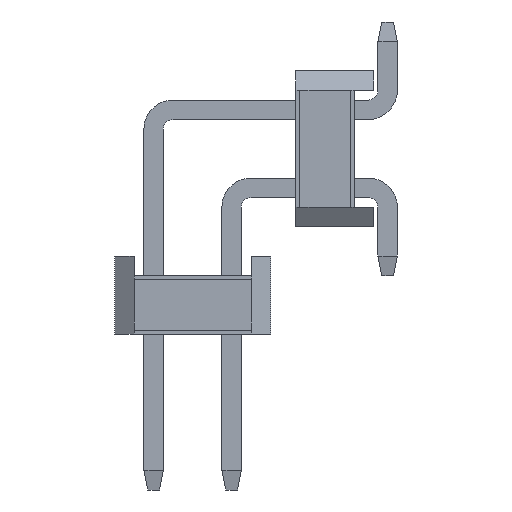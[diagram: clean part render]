
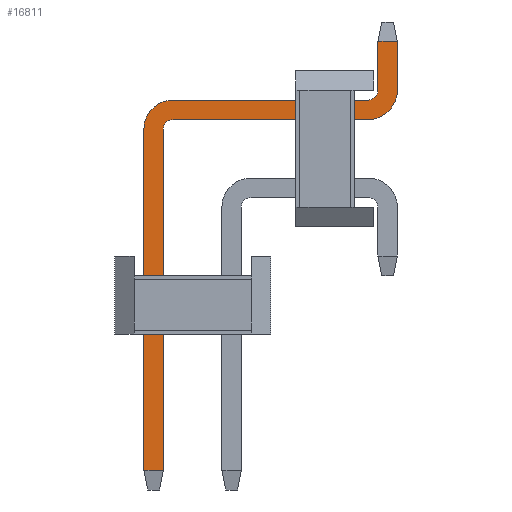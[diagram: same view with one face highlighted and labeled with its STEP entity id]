
A CAD part, left-side view. The second image highlights one B-rep face of the part: STEP entity #16811.
In plain terms, the highlighted planar face has unit normal (-1, 0, 0).
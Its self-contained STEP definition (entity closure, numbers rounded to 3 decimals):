
#16497=CARTESIAN_POINT('',(19.75,5.4,-8.25));
#16498=VERTEX_POINT('',#16497);
#16521=CARTESIAN_POINT('',(19.75,5.9,-8.25));
#16522=VERTEX_POINT('',#16521);
#16523=CARTESIAN_POINT('',(19.75,5.4,-8.25));
#16524=DIRECTION('',(0.,1.,0.));
#16525=VECTOR('',#16524,0.5);
#16526=LINE('',#16523,#16525);
#16527=EDGE_CURVE('',#16498,#16522,#16526,.T.);
#16568=CARTESIAN_POINT('',(19.75,5.9,0.5));
#16569=VERTEX_POINT('',#16568);
#16570=CARTESIAN_POINT('',(19.75,5.9,-8.25));
#16571=DIRECTION('',(0.,0.,1.));
#16572=VECTOR('',#16571,8.75);
#16573=LINE('',#16570,#16572);
#16574=EDGE_CURVE('',#16522,#16569,#16573,.T.);
#16709=CARTESIAN_POINT('',(19.75,5.4,0.5));
#16710=VERTEX_POINT('',#16709);
#16717=CARTESIAN_POINT('',(19.75,5.4,0.5));
#16718=DIRECTION('',(0.,0.,-1.));
#16719=VECTOR('',#16718,8.75);
#16720=LINE('',#16717,#16719);
#16721=EDGE_CURVE('',#16710,#16498,#16720,.T.);
#16727=CARTESIAN_POINT('',(19.75,5.9,-8.75));
#16728=DIRECTION('',(0.,-1.,0.));
#16729=DIRECTION('',(-1.,0.,0.));
#16730=AXIS2_PLACEMENT_3D('',#16727,#16729,#16728);
#16731=PLANE('',#16730);
#16732=ORIENTED_EDGE('',*,*,#16721,.F.);
#16733=CARTESIAN_POINT('',(19.75,5.15,0.75));
#16734=VERTEX_POINT('',#16733);
#16735=CARTESIAN_POINT('',(19.75,5.15,0.5));
#16736=DIRECTION('',(0.,1.,0.));
#16737=DIRECTION('',(1.,0.,0.));
#16738=AXIS2_PLACEMENT_3D('',#16735,#16737,#16736);
#16739=CIRCLE('',#16738,0.25);
#16740=EDGE_CURVE('',#16710,#16734,#16739,.T.);
#16741=ORIENTED_EDGE('',*,*,#16740,.T.);
#16742=CARTESIAN_POINT('',(19.75,0.15,0.75));
#16743=VERTEX_POINT('',#16742);
#16744=CARTESIAN_POINT('',(19.75,5.15,0.75));
#16745=DIRECTION('',(0.,-1.,0.));
#16746=VECTOR('',#16745,5.);
#16747=LINE('',#16744,#16746);
#16748=EDGE_CURVE('',#16734,#16743,#16747,.T.);
#16749=ORIENTED_EDGE('',*,*,#16748,.T.);
#16750=CARTESIAN_POINT('',(19.75,-0.6,1.5));
#16751=VERTEX_POINT('',#16750);
#16752=CARTESIAN_POINT('',(19.75,0.15,1.5));
#16753=DIRECTION('',(0.,0.,-1.));
#16754=DIRECTION('',(-1.,0.,0.));
#16755=AXIS2_PLACEMENT_3D('',#16752,#16754,#16753);
#16756=CIRCLE('',#16755,0.75);
#16757=EDGE_CURVE('',#16743,#16751,#16756,.T.);
#16758=ORIENTED_EDGE('',*,*,#16757,.T.);
#16759=CARTESIAN_POINT('',(19.75,-0.6,2.75));
#16760=VERTEX_POINT('',#16759);
#16761=CARTESIAN_POINT('',(19.75,-0.6,1.5));
#16762=DIRECTION('',(0.,0.,1.));
#16763=VECTOR('',#16762,1.25);
#16764=LINE('',#16761,#16763);
#16765=EDGE_CURVE('',#16751,#16760,#16764,.T.);
#16766=ORIENTED_EDGE('',*,*,#16765,.T.);
#16767=CARTESIAN_POINT('',(19.75,-0.1,2.75));
#16768=VERTEX_POINT('',#16767);
#16769=CARTESIAN_POINT('',(19.75,-0.6,2.75));
#16770=DIRECTION('',(0.,1.,0.));
#16771=VECTOR('',#16770,0.5);
#16772=LINE('',#16769,#16771);
#16773=EDGE_CURVE('',#16760,#16768,#16772,.T.);
#16774=ORIENTED_EDGE('',*,*,#16773,.T.);
#16775=CARTESIAN_POINT('',(19.75,-0.1,1.5));
#16776=VERTEX_POINT('',#16775);
#16777=CARTESIAN_POINT('',(19.75,-0.1,2.75));
#16778=DIRECTION('',(0.,0.,-1.));
#16779=VECTOR('',#16778,1.25);
#16780=LINE('',#16777,#16779);
#16781=EDGE_CURVE('',#16768,#16776,#16780,.T.);
#16782=ORIENTED_EDGE('',*,*,#16781,.T.);
#16783=CARTESIAN_POINT('',(19.75,0.15,1.25));
#16784=VERTEX_POINT('',#16783);
#16785=CARTESIAN_POINT('',(19.75,0.15,1.5));
#16786=DIRECTION('',(0.,-1.,0.));
#16787=DIRECTION('',(1.,-0.,0.));
#16788=AXIS2_PLACEMENT_3D('',#16785,#16787,#16786);
#16789=CIRCLE('',#16788,0.25);
#16790=EDGE_CURVE('',#16776,#16784,#16789,.T.);
#16791=ORIENTED_EDGE('',*,*,#16790,.T.);
#16792=CARTESIAN_POINT('',(19.75,5.15,1.25));
#16793=VERTEX_POINT('',#16792);
#16794=CARTESIAN_POINT('',(19.75,0.15,1.25));
#16795=DIRECTION('',(0.,1.,0.));
#16796=VECTOR('',#16795,5.);
#16797=LINE('',#16794,#16796);
#16798=EDGE_CURVE('',#16784,#16793,#16797,.T.);
#16799=ORIENTED_EDGE('',*,*,#16798,.T.);
#16800=CARTESIAN_POINT('',(19.75,5.15,0.5));
#16801=DIRECTION('',(0.,0.,1.));
#16802=DIRECTION('',(-1.,0.,-0.));
#16803=AXIS2_PLACEMENT_3D('',#16800,#16802,#16801);
#16804=CIRCLE('',#16803,0.75);
#16805=EDGE_CURVE('',#16793,#16569,#16804,.T.);
#16806=ORIENTED_EDGE('',*,*,#16805,.T.);
#16807=ORIENTED_EDGE('',*,*,#16574,.F.);
#16808=ORIENTED_EDGE('',*,*,#16527,.F.);
#16809=EDGE_LOOP('',(#16732,#16741,#16749,#16758,#16766,#16774,#16782,#16791,#16799,#16806,#16807,#16808));
#16810=FACE_OUTER_BOUND('',#16809,.T.);
#16811=ADVANCED_FACE('',(#16810),#16731,.T.);
